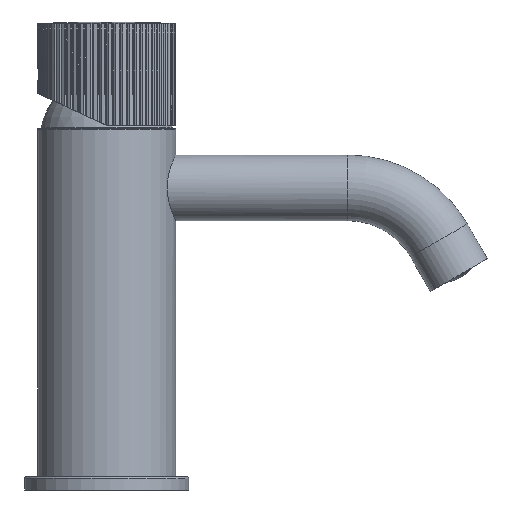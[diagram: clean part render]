
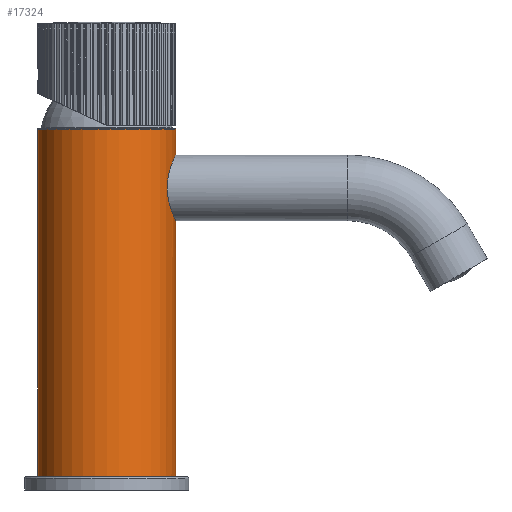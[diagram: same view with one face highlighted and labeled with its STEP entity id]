
A CAD part, front view. The second image highlights one B-rep face of the part: STEP entity #17324.
In plain terms, the highlighted cylindrical face has radius 21 mm (diameter 42 mm), a full revolution.
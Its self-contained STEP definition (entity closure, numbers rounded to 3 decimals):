
#2447=CIRCLE('',#25203,21.);
#2448=CIRCLE('',#25204,21.);
#3107=CYLINDRICAL_SURFACE('',#25202,21.);
#3483=ORIENTED_EDGE('',*,*,#8973,.T.);
#3484=ORIENTED_EDGE('',*,*,#8974,.T.);
#3485=ORIENTED_EDGE('',*,*,#8975,.F.);
#8973=EDGE_CURVE('',#11718,#11718,#2447,.F.);
#8974=EDGE_CURVE('',#11719,#11719,#2448,.T.);
#8975=EDGE_CURVE('',#11720,#11720,#13477,.T.);
#11718=VERTEX_POINT('',#32243);
#11719=VERTEX_POINT('',#32245);
#11720=VERTEX_POINT('',#32265);
#13477=B_SPLINE_CURVE_WITH_KNOTS('',3,(#32246,#32247,#32248,#32249,#32250,
#32251,#32252,#32253,#32254,#32255,#32256,#32257,#32258,#32259,#32260,#32261,
#32262,#32263,#32264),.UNSPECIFIED.,.T.,.F.,(1,1,1,1,1,1,1,1,1,1,1,1,1,
1,1,1,1,1,1,1,1,1,1),(-0.007,-0.005,-0.002,
0.,0.002,0.005,0.007,
0.009,0.012,0.014,0.016,
0.019,0.021,0.024,0.026,
0.028,0.031,0.033,0.035,
0.038,0.04,0.042,0.045),
 .UNSPECIFIED.);
#14525=EDGE_LOOP('',(#3483));
#14526=EDGE_LOOP('',(#3484));
#14527=EDGE_LOOP('',(#3485));
#15778=FACE_BOUND('',#14525,.T.);
#15779=FACE_BOUND('',#14526,.T.);
#15780=FACE_BOUND('',#14527,.T.);
#17324=ADVANCED_FACE('',(#15778,#15779,#15780),#3107,.T.);
#25202=AXIS2_PLACEMENT_3D('',#32241,#26830,#26831);
#25203=AXIS2_PLACEMENT_3D('',#32242,#26832,#26833);
#25204=AXIS2_PLACEMENT_3D('',#32244,#26834,#26835);
#26830=DIRECTION('',(0.,0.,1.));
#26831=DIRECTION('',(1.,0.,0.));
#26832=DIRECTION('',(0.,0.,-1.));
#26833=DIRECTION('',(-1.,0.,0.));
#26834=DIRECTION('',(0.,0.,-1.));
#26835=DIRECTION('',(-1.,0.,0.));
#32241=CARTESIAN_POINT('',(0.,0.,0.));
#32242=CARTESIAN_POINT('',(0.,0.,0.2));
#32243=CARTESIAN_POINT('',(-21.,0.,0.2));
#32244=CARTESIAN_POINT('',(0.,0.,105.8));
#32245=CARTESIAN_POINT('',(-21.,0.,105.8));
#32246=CARTESIAN_POINT('',(20.906,-2.374,82.32));
#32247=CARTESIAN_POINT('',(21.047,0.001,81.841));
#32248=CARTESIAN_POINT('',(20.906,2.369,82.318));
#32249=CARTESIAN_POINT('',(20.568,4.353,83.65));
#32250=CARTESIAN_POINT('',(20.223,5.682,85.632));
#32251=CARTESIAN_POINT('',(20.075,6.158,87.995));
#32252=CARTESIAN_POINT('',(20.223,5.685,90.364));
#32253=CARTESIAN_POINT('',(20.568,4.351,92.352));
#32254=CARTESIAN_POINT('',(20.906,2.367,93.683));
#32255=CARTESIAN_POINT('',(21.047,0.003,94.158));
#32256=CARTESIAN_POINT('',(20.907,-2.363,93.685));
#32257=CARTESIAN_POINT('',(20.569,-4.349,92.354));
#32258=CARTESIAN_POINT('',(20.223,-5.682,90.37));
#32259=CARTESIAN_POINT('',(20.075,-6.159,88.002));
#32260=CARTESIAN_POINT('',(20.223,-5.684,85.635));
#32261=CARTESIAN_POINT('',(20.568,-4.353,83.651));
#32262=CARTESIAN_POINT('',(20.906,-2.374,82.32));
#32263=CARTESIAN_POINT('',(21.047,0.001,81.841));
#32264=CARTESIAN_POINT('',(20.906,2.369,82.318));
#32265=CARTESIAN_POINT('',(21.,0.,82.));
